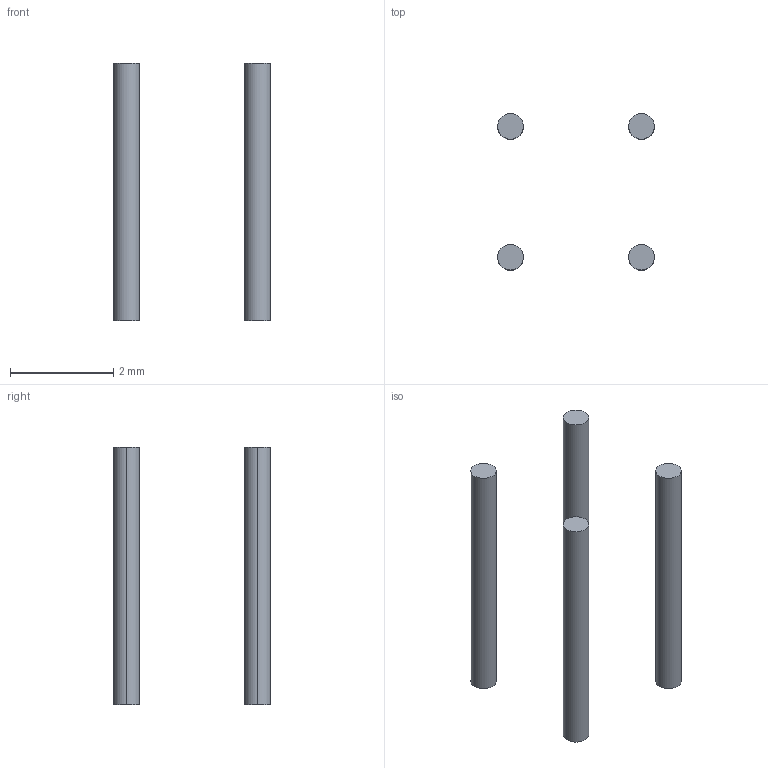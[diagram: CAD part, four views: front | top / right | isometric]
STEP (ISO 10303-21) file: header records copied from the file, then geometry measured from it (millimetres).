
FILE_DESCRIPTION((''),'2;1');
FILE_NAME('LEMO_ECG.0B.304.CLV_Part7.stp','2013-01-08T11:23:59',(''),(''),'Mechanical Desktop 2011','Mechanical Desktop 2011',', , ');
FILE_SCHEMA(('AUTOMOTIVE_DESIGN { 1 2 10303 214 1 1 1 1 }'));
Length unit declared in the file: millimetre
Products named in the file (1): Product
Bounding box: 3.04 x 3.04 x 5 mm (x, y, z)
Volume: 3.9 mm3; surface area: 33 mm2
Topology: 4 solids, 4 shells, 16 faces, 24 edges, 16 vertices
Faces by surface type: cylinder 8, plane 8
Entity records: 406 total; most frequent: DIRECTION 74, CARTESIAN_POINT 57, ORIENTED_EDGE 48, AXIS2_PLACEMENT_3D 33, EDGE_CURVE 24, VERTEX_POINT 16, CIRCLE 16, EDGE_LOOP 16
